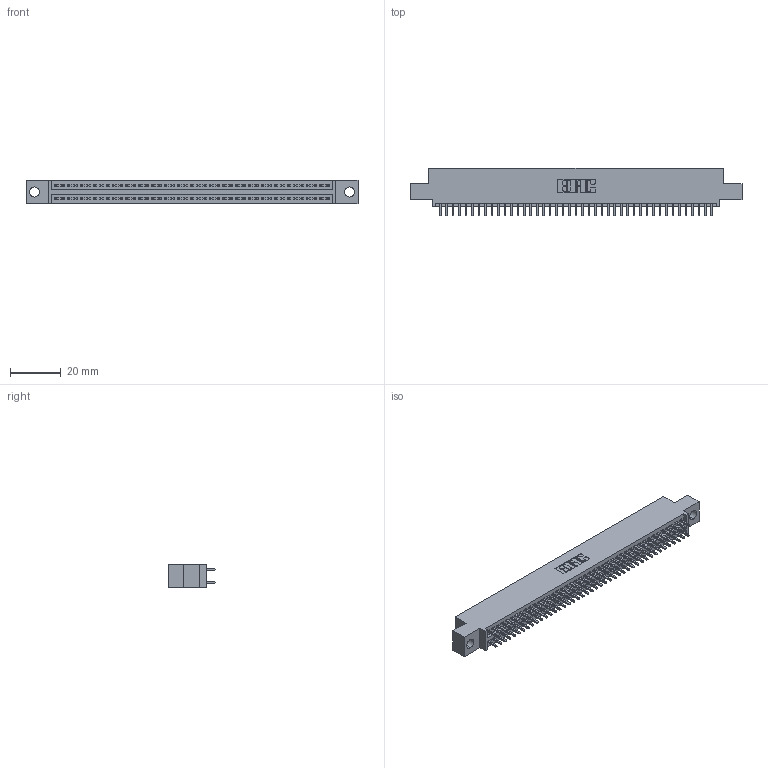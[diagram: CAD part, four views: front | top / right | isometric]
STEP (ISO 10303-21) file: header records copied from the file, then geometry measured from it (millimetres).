
FILE_DESCRIPTION (( 'STEP AP203' ), '1' );
FILE_NAME ('395-086-521-504.STEP', '2018-11-28T20:15:21', ( '' ), ( '' ), 'SwSTEP 2.0', 'SolidWorks 2016', '' );
FILE_SCHEMA (( 'CONFIG_CONTROL_DESIGN' ));
Length unit declared in the file: inch
Products named in the file (3): 395-086-521-504; 345-292-001_345-293-121; 345 Part_0.110 Offset - 0.156 Dia-TH
Assembly tree (87 placements, depth 2):
  395-086-521-504
    345 Part_0.110 Offset - 0.156 Dia-TH
    345-292-001_345-293-121  x86
Bounding box: 130.43 x 18.72 x 9.4 mm (x, y, z)
Volume: 12483 mm3; surface area: 18150.8 mm2
Topology: 87 solids, 87 shells, 4430 faces, 13167 edges, 8662 vertices
Faces by surface type: plane 2922, cylinder 1508
Entity records: 33757 total; most frequent: CARTESIAN_POINT 5660, ORIENTED_EDGE 5594, DIRECTION 4989, EDGE_CURVE 2797, VECTOR 2493, LINE 2493, VERTEX_POINT 1862, AXIS2_PLACEMENT_3D 1248
